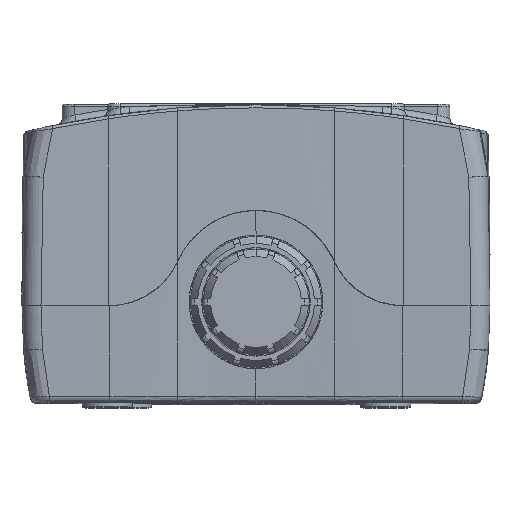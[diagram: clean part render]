
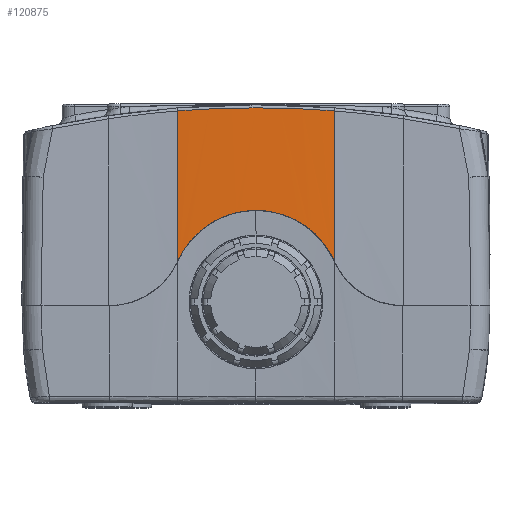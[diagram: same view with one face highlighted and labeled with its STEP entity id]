
A CAD part, top view. The second image highlights one B-rep face of the part: STEP entity #120875.
In plain terms, the highlighted free-form (B-spline) face has degree [5, 1] with [12, 2] control points.
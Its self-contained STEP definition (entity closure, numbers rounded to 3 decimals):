
#81957=CARTESIAN_POINT('Vertex',(12.355,22.372,37.)) ;
#81961=CARTESIAN_POINT('Control Point',(12.355,22.372,37.)) ;
#81962=CARTESIAN_POINT('Control Point',(12.302,22.488,37.)) ;
#81963=CARTESIAN_POINT('Control Point',(12.248,22.604,37.)) ;
#81964=CARTESIAN_POINT('Control Point',(12.193,22.72,37.)) ;
#81965=CARTESIAN_POINT('Control Point',(12.045,23.02,37.)) ;
#81966=CARTESIAN_POINT('Control Point',(11.887,23.316,37.)) ;
#81967=CARTESIAN_POINT('Control Point',(11.786,23.497,37.)) ;
#81968=CARTESIAN_POINT('Control Point',(10.994,24.857,37.)) ;
#81969=CARTESIAN_POINT('Control Point',(10.006,26.098,37.)) ;
#81970=CARTESIAN_POINT('Control Point',(9.016,27.061,37.)) ;
#81971=CARTESIAN_POINT('Control Point',(6.815,28.717,37.)) ;
#81972=CARTESIAN_POINT('Control Point',(4.273,29.775,37.)) ;
#81973=CARTESIAN_POINT('Control Point',(2.942,30.14,37.)) ;
#81974=CARTESIAN_POINT('Control Point',(0.216,30.527,37.)) ;
#81975=CARTESIAN_POINT('Control Point',(-2.52,30.226,37.)) ;
#81976=CARTESIAN_POINT('Control Point',(-3.861,29.904,37.)) ;
#81977=CARTESIAN_POINT('Control Point',(-6.435,28.927,37.)) ;
#81978=CARTESIAN_POINT('Control Point',(-8.685,27.342,37.)) ;
#81979=CARTESIAN_POINT('Control Point',(-9.705,26.412,37.)) ;
#81980=CARTESIAN_POINT('Control Point',(-10.763,25.166,37.)) ;
#81981=CARTESIAN_POINT('Control Point',(-11.618,23.787,37.)) ;
#81982=CARTESIAN_POINT('Control Point',(-11.748,23.565,37.)) ;
#81983=CARTESIAN_POINT('Control Point',(-11.936,23.229,37.)) ;
#81984=CARTESIAN_POINT('Control Point',(-12.111,22.886,37.)) ;
#81985=CARTESIAN_POINT('Control Point',(-12.168,22.771,37.)) ;
#81986=CARTESIAN_POINT('Control Point',(-12.239,22.622,37.)) ;
#81987=CARTESIAN_POINT('Control Point',(-12.309,22.473,37.)) ;
#81988=CARTESIAN_POINT('Control Point',(-12.324,22.439,37.)) ;
#81989=CARTESIAN_POINT('Control Point',(-12.339,22.405,37.)) ;
#81990=CARTESIAN_POINT('Control Point',(-12.355,22.372,37.)) ;
#81991=CARTESIAN_POINT('Vertex',(-12.355,22.372,37.)) ;
#120781=CARTESIAN_POINT('Control Point',(-12.355,46.092,36.586)) ;
#120782=CARTESIAN_POINT('Control Point',(-12.355,22.372,37.)) ;
#120783=CARTESIAN_POINT('Vertex',(-12.355,46.092,36.586)) ;
#120816=CARTESIAN_POINT('Control Point',(12.355,46.092,36.586)) ;
#120817=CARTESIAN_POINT('Control Point',(12.355,22.372,37.)) ;
#120818=CARTESIAN_POINT('Control Point',(11.671,47.61,36.586)) ;
#120819=CARTESIAN_POINT('Control Point',(11.671,23.89,37.)) ;
#120820=CARTESIAN_POINT('Control Point',(10.752,49.027,36.586)) ;
#120821=CARTESIAN_POINT('Control Point',(10.752,25.307,37.)) ;
#120822=CARTESIAN_POINT('Control Point',(9.617,50.292,36.586)) ;
#120823=CARTESIAN_POINT('Control Point',(9.617,26.572,37.)) ;
#120824=CARTESIAN_POINT('Control Point',(7.439,52.07,36.586)) ;
#120825=CARTESIAN_POINT('Control Point',(7.439,28.35,37.)) ;
#120826=CARTESIAN_POINT('Control Point',(4.898,53.235,36.586)) ;
#120827=CARTESIAN_POINT('Control Point',(4.898,29.515,37.)) ;
#120828=CARTESIAN_POINT('Control Point',(3.839,53.593,36.586)) ;
#120829=CARTESIAN_POINT('Control Point',(3.839,29.873,37.)) ;
#120830=CARTESIAN_POINT('Control Point',(-0.621,54.609,36.586)) ;
#120831=CARTESIAN_POINT('Control Point',(-0.621,30.889,37.)) ;
#120832=CARTESIAN_POINT('Control Point',(-5.315,53.73,36.586)) ;
#120833=CARTESIAN_POINT('Control Point',(-5.315,30.01,37.)) ;
#120834=CARTESIAN_POINT('Control Point',(-8.534,51.919,36.586)) ;
#120835=CARTESIAN_POINT('Control Point',(-8.534,28.199,37.)) ;
#120836=CARTESIAN_POINT('Control Point',(-10.942,49.229,36.586)) ;
#120837=CARTESIAN_POINT('Control Point',(-10.942,25.509,37.)) ;
#120838=CARTESIAN_POINT('Control Point',(-12.355,46.092,36.586)) ;
#120839=CARTESIAN_POINT('Control Point',(-12.355,22.372,37.)) ;
#120841=CARTESIAN_POINT('Control Point',(12.355,46.092,36.586)) ;
#120842=CARTESIAN_POINT('Control Point',(12.355,22.372,37.)) ;
#120843=CARTESIAN_POINT('Vertex',(12.355,46.092,36.586)) ;
#120847=CARTESIAN_POINT('Control Point',(12.355,46.092,36.586)) ;
#120848=CARTESIAN_POINT('Control Point',(12.147,46.108,36.594)) ;
#120849=CARTESIAN_POINT('Control Point',(11.918,46.125,36.601)) ;
#120850=CARTESIAN_POINT('Control Point',(11.667,46.144,36.609)) ;
#120851=CARTESIAN_POINT('Control Point',(11.029,46.19,36.626)) ;
#120852=CARTESIAN_POINT('Control Point',(10.283,46.24,36.641)) ;
#120853=CARTESIAN_POINT('Control Point',(9.821,46.269,36.649)) ;
#120854=CARTESIAN_POINT('Control Point',(8.309,46.359,36.673)) ;
#120855=CARTESIAN_POINT('Control Point',(6.536,46.444,36.692)) ;
#120856=CARTESIAN_POINT('Control Point',(5.248,46.493,36.702)) ;
#120857=CARTESIAN_POINT('Control Point',(2.71,46.561,36.715)) ;
#120858=CARTESIAN_POINT('Control Point',(0.057,46.578,36.718)) ;
#120859=CARTESIAN_POINT('Control Point',(-1.191,46.574,36.718)) ;
#120860=CARTESIAN_POINT('Control Point',(-3.944,46.536,36.711)) ;
#120861=CARTESIAN_POINT('Control Point',(-6.517,46.447,36.693)) ;
#120862=CARTESIAN_POINT('Control Point',(-7.845,46.385,36.679)) ;
#120863=CARTESIAN_POINT('Control Point',(-9.689,46.281,36.654)) ;
#120864=CARTESIAN_POINT('Control Point',(-11.147,46.182,36.623)) ;
#120865=CARTESIAN_POINT('Control Point',(-11.608,46.148,36.611)) ;
#120866=CARTESIAN_POINT('Control Point',(-12.011,46.118,36.599)) ;
#120867=CARTESIAN_POINT('Control Point',(-12.355,46.092,36.586)) ;
#120870=ORIENTED_EDGE('',*,*,#120785,.F.) ;
#120871=ORIENTED_EDGE('',*,*,#81993,.F.) ;
#120872=ORIENTED_EDGE('',*,*,#120845,.T.) ;
#120873=ORIENTED_EDGE('',*,*,#120868,.F.) ;
#120875=ADVANCED_FACE('',(#120874),#120815,.T.) ;
#81960=B_SPLINE_CURVE_WITH_KNOTS('',5,(#81961,#81962,#81963,#81964,#81965,#81966,#81967,#81968,#81969,#81970,#81971,#81972,#81973,#81974,#81975,#81976,#81977,#81978,#81979,#81980,#81981,#81982,#81983,#81984,#81985,#81986,#81987,#81988,#81989,#81990),.UNSPECIFIED.,.F.,.U.,(6,3,3,3,3,3,3,3,3,6),(40.125,41.035,42.501,52.195,61.879,71.562,81.246,83.066,83.976,84.237),.UNSPECIFIED.) ;
#120780=B_SPLINE_CURVE_WITH_KNOTS('',1,(#120781,#120782),.UNSPECIFIED.,.F.,.U.,(2,2),(-23.723,0.),.UNSPECIFIED.) ;
#120840=B_SPLINE_CURVE_WITH_KNOTS('',1,(#120841,#120842),.UNSPECIFIED.,.F.,.U.,(2,2),(-23.723,0.),.UNSPECIFIED.) ;
#120846=B_SPLINE_CURVE_WITH_KNOTS('',5,(#120847,#120848,#120849,#120850,#120851,#120852,#120853,#120854,#120855,#120856,#120857,#120858,#120859,#120860,#120861,#120862,#120863,#120864,#120865,#120866,#120867),.UNSPECIFIED.,.F.,.U.,(6,3,3,3,3,3,6),(448.393,452.745,458.643,470.838,481.594,494.877,502.07),.UNSPECIFIED.) ;
#120815=B_SPLINE_SURFACE_WITH_KNOTS('',5,1,((#120816,#120817),(#120818,#120819),(#120820,#120821),(#120822,#120823),(#120824,#120825),(#120826,#120827),(#120828,#120829),(#120830,#120831),(#120832,#120833),(#120834,#120835),(#120836,#120837),(#120838,#120839)),.UNSPECIFIED.,.F.,.F.,.U.,(6,3,3,6),(2,2),(0.,11.843,19.717,44.116),(-23.723,0.),.UNSPECIFIED.) ;
#81993=EDGE_CURVE('',#81958,#81992,#81960,.T.) ;
#120785=EDGE_CURVE('',#81992,#120784,#120780,.F.) ;
#120845=EDGE_CURVE('',#81958,#120844,#120840,.F.) ;
#120868=EDGE_CURVE('',#120784,#120844,#120846,.F.) ;
#120869=EDGE_LOOP('',(#120870,#120871,#120872,#120873)) ;
#120874=FACE_OUTER_BOUND('',#120869,.T.) ;
#81958=VERTEX_POINT('',#81957) ;
#81992=VERTEX_POINT('',#81991) ;
#120784=VERTEX_POINT('',#120783) ;
#120844=VERTEX_POINT('',#120843) ;
